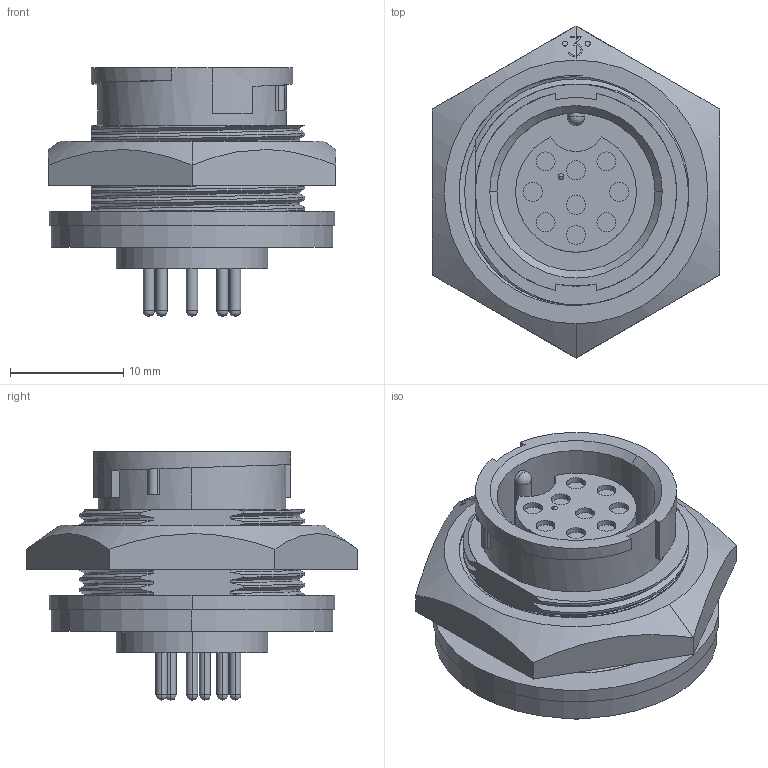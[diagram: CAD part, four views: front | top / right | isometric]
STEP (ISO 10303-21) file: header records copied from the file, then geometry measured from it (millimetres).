
FILE_DESCRIPTION (( 'STEP AP203' ), '1' );
FILE_NAME ('4281-XSG-3ES.STEP', '2016-06-17T20:11:53', ( '' ), ( '' ), 'SwSTEP 2.0', 'SolidWorks 2014', '' );
FILE_SCHEMA (( 'CONFIG_CONTROL_DESIGN' ));
Length unit declared in the file: inch
Products named in the file (2): 4281-XSG-3ES
Bounding box: 25.4 x 29.33 x 21.97 mm (x, y, z)
Volume: 5360.6 mm3; surface area: 4194.6 mm2
Topology: 2 solids, 2 shells, 270 faces, 682 edges, 445 vertices
Faces by surface type: plane 93, cylinder 92, bspline 48, torus 18, cone 14, sphere 5
Entity records: 21064 total; most frequent: CARTESIAN_POINT 15034, ORIENTED_EDGE 1360, DIRECTION 1045, EDGE_CURVE 680, VERTEX_POINT 444, AXIS2_PLACEMENT_3D 407, EDGE_LOOP 302, FACE_OUTER_BOUND 270
